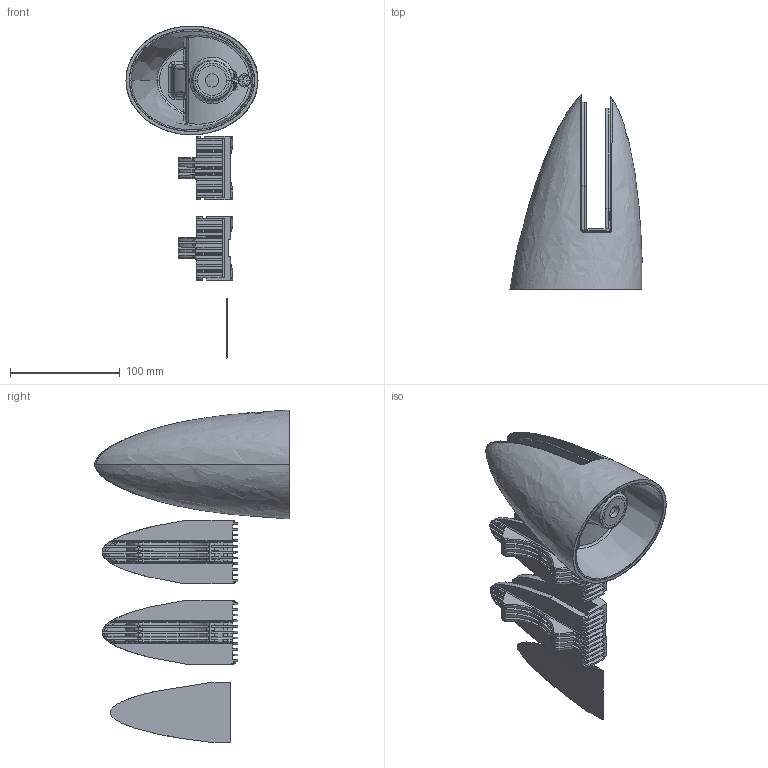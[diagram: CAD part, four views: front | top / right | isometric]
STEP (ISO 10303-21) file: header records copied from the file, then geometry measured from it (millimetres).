
FILE_DESCRIPTION (( 'STEP AP214' ), '1' );
FILE_NAME ('A_6500-000.STEP', '2023-09-08T08:53:05', ( '' ), ( '' ), 'SwSTEP 2.0', 'SolidWorks 2019', '' );
FILE_SCHEMA (( 'AUTOMOTIVE_DESIGN' ));
Length unit declared in the file: millimetre
Products named in the file (9): A_6500-000; A_6500-000.P1_Pre vìkres; PART 2, 5, 6_PART 5; PART 2, 5, 6_PART 6; PART 3, 4_PART 4; PART 3, 4_PART 3; Skrutka DIN 913_SKRUTKA M10X10; PART 2, 5, 6_PART 2; Skrutka DIN 913_SKRUTKA M10X25
Assembly tree (8 placements, depth 2):
  A_6500-000
    A_6500-000.P1_Pre vìkres
    PART 2, 5, 6_PART 2
    PART 3, 4_PART 3
    Skrutka DIN 913_SKRUTKA M10X25
    Skrutka DIN 913_SKRUTKA M10X10
    PART 3, 4_PART 4
    PART 2, 5, 6_PART 5
    PART 2, 5, 6_PART 6
Bounding box: 120.44 x 177.64 x 302.73 mm (x, y, z)
Volume: 994626.3 mm3; surface area: 533151.8 mm2
Topology: 13 solids, 14 shells, 4175 faces, 11084 edges, 7184 vertices
Faces by surface type: plane 1903, bspline 1607, cylinder 428, sphere 107, torus 101, cone 29
Entity records: 203853 total; most frequent: CARTESIAN_POINT 112381, ORIENTED_EDGE 22016, DIRECTION 13332, EDGE_CURVE 11008, VERTEX_POINT 7154, LINE 6152, VECTOR 6152, EDGE_LOOP 4478
